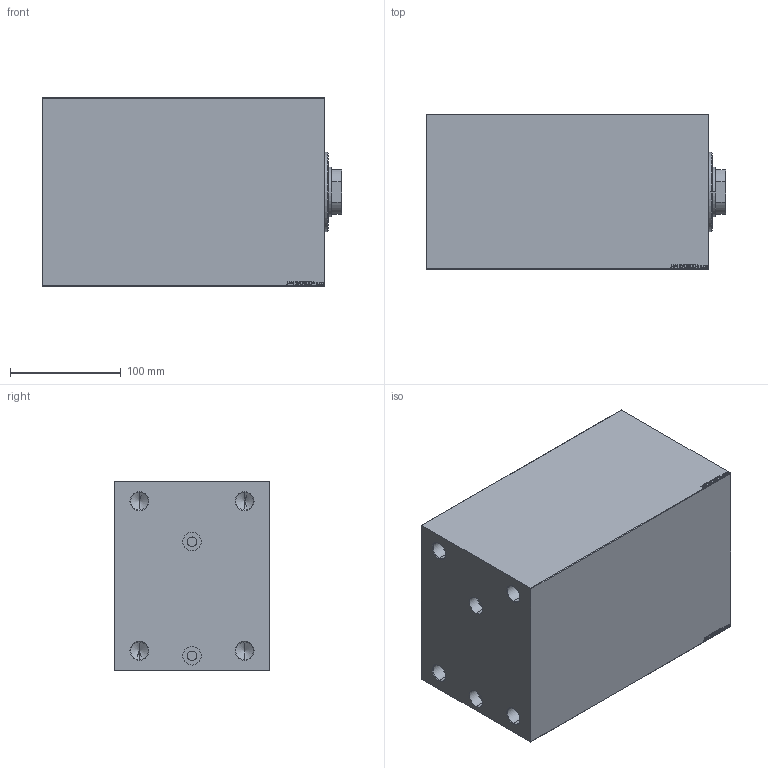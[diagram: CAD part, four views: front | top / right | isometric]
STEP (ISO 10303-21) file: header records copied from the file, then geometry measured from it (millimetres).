
FILE_DESCRIPTION (( 'STEP AP203' ), '1' );
FILE_NAME ('2671.STEP', '2023-03-20T11:31:32', ( '' ), ( '' ), 'SwSTEP 2.0', 'SolidWorks 2019', '' );
FILE_SCHEMA (( 'CONFIG_CONTROL_DESIGN' ));
Length unit declared in the file: millimetre
Products named in the file (4): 2671; V450CP_B 9f6afc7d23ded1794006ad2a4f6dccff; V450CP_VC_B 9f6afc7d23ded1794006ad2a4f6dccff; V450CP_B_VCP 9f6afc7d23ded1794006ad2a4f6dccff
Assembly tree (3 placements, depth 2):
  2671
    V450CP_B 9f6afc7d23ded1794006ad2a4f6dccff
    V450CP_B_VCP 9f6afc7d23ded1794006ad2a4f6dccff
    V450CP_VC_B 9f6afc7d23ded1794006ad2a4f6dccff
Bounding box: 270 x 140 x 170 mm (x, y, z)
Volume: 5180441.3 mm3; surface area: 404536 mm2
Topology: 3 solids, 3 shells, 899 faces, 2288 edges, 1497 vertices
Faces by surface type: plane 405, bspline 380, cylinder 64, cone 50
Entity records: 44738 total; most frequent: CARTESIAN_POINT 25172, ORIENTED_EDGE 4540, DIRECTION 2712, EDGE_CURVE 2270, VERTEX_POINT 1497, LINE 1342, VECTOR 1342, EDGE_LOOP 1023
